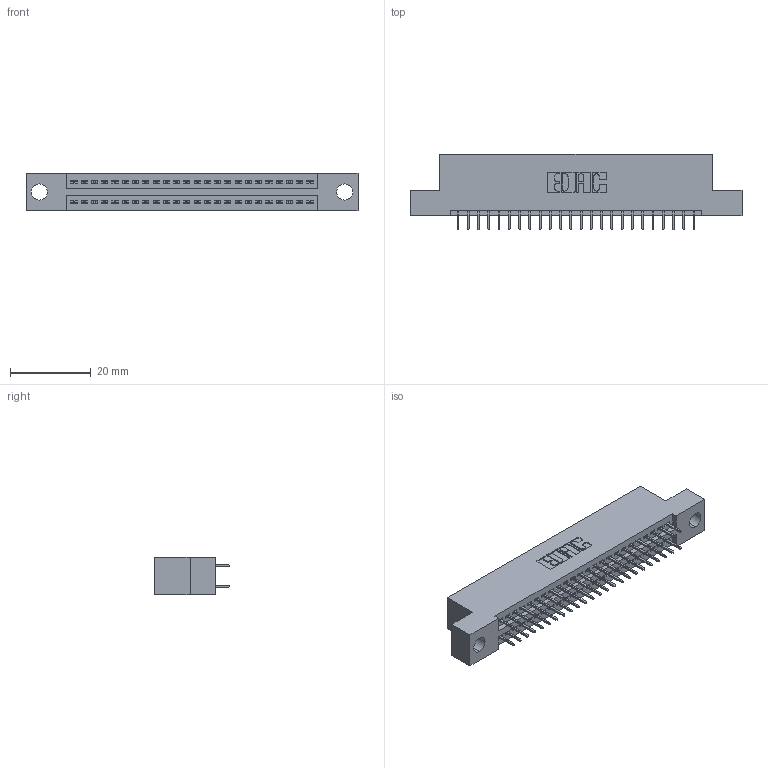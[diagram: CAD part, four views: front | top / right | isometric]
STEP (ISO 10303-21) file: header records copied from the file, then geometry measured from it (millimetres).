
FILE_DESCRIPTION (( 'STEP AP203' ), '1' );
FILE_NAME ('845-048-525-204.STEP', '2020-09-23T08:28:07', ( '' ), ( '' ), 'SwSTEP 2.0', 'SolidWorks 2020', '' );
FILE_SCHEMA (( 'CONFIG_CONTROL_DESIGN' ));
Length unit declared in the file: inch
Products named in the file (3): 345-292-001_345-293-125; 845-048-525-204; 845 Part_Flush Mounting Lugs - 0.156 Dia-TH
Assembly tree (49 placements, depth 2):
  845-048-525-204
    845 Part_Flush Mounting Lugs - 0.156 Dia-TH
    345-292-001_345-293-125  x48
Bounding box: 82.17 x 18.72 x 9.4 mm (x, y, z)
Volume: 7648 mm3; surface area: 10533.6 mm2
Topology: 49 solids, 49 shells, 2718 faces, 7685 edges, 4930 vertices
Faces by surface type: plane 1952, cylinder 766
Entity records: 21331 total; most frequent: CARTESIAN_POINT 3592, ORIENTED_EDGE 3526, DIRECTION 3191, EDGE_CURVE 1763, LINE 1539, VECTOR 1539, VERTEX_POINT 1170, AXIS2_PLACEMENT_3D 826
